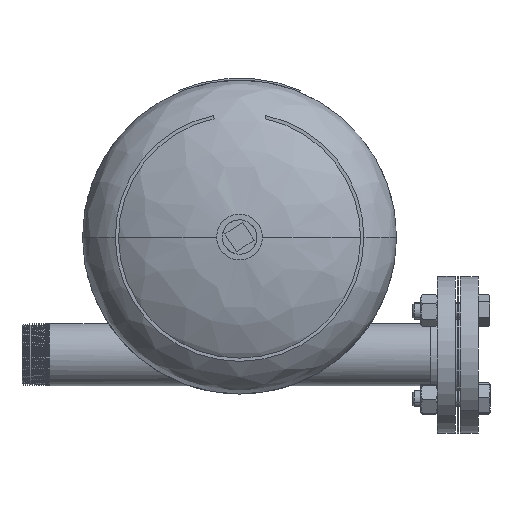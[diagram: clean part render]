
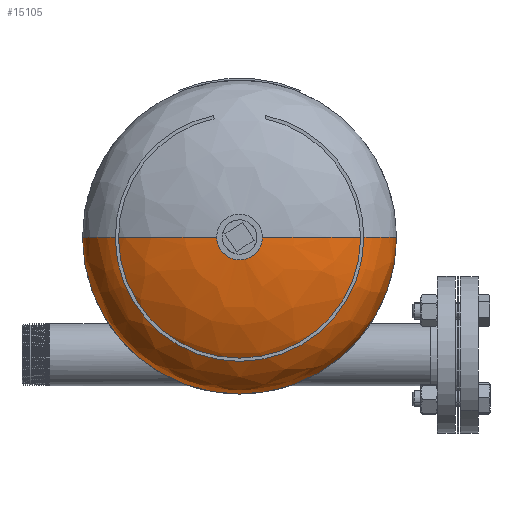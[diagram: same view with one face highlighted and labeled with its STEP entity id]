
A CAD part, front view. The second image highlights one B-rep face of the part: STEP entity #15105.
In plain terms, the highlighted free-form (B-spline) face has degree [3, 3] with [4, 4] control points.
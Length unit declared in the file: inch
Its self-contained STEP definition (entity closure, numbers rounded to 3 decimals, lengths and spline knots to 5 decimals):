
#214 = VERTEX_POINT ( 'NONE', #21273 ) ;
#294 = CARTESIAN_POINT ( 'NONE',  ( 6., 2.62614, 0. ) ) ;
#694 = ORIENTED_EDGE ( 'NONE', *, *, #8574, .F. ) ;
#854 = EDGE_CURVE ( 'NONE', #14961, #214, #2880, .T. ) ;
#1083 = CARTESIAN_POINT ( 'NONE',  ( 0., 4.03808, -0.75 ) ) ;
#1318 = DIRECTION ( 'NONE',  ( 0., 0., -1. ) ) ;
#1453 = ORIENTED_EDGE ( 'NONE', *, *, #11438, .T. ) ;
#1491 = CARTESIAN_POINT ( 'NONE',  ( -3.9, 3.83638, 0. ) ) ;
#1635 = CIRCLE ( 'NONE', #22099, 0.75 ) ;
#2154 = VERTEX_POINT ( 'NONE', #5828 ) ;
#2155 = CARTESIAN_POINT ( 'NONE',  ( -3.9, 3.83638, 0. ) ) ;
#2257 = CARTESIAN_POINT ( 'NONE',  ( 6., 2.62614, -12. ) ) ;
#2880 = CIRCLE ( 'NONE', #17396, 6. ) ;
#3536 = EDGE_LOOP ( 'NONE', ( #18937, #1453, #16683, #13089, #694, #21098 ) ) ;
#3767 = CARTESIAN_POINT ( 'NONE',  ( 0.75, 4.03808, 0. ) ) ;
#4008 = CARTESIAN_POINT ( 'NONE',  ( -0.75, 4.03808, 0. ) ) ;
#4115 = CARTESIAN_POINT ( 'NONE',  ( -0.75, 4.03808, -1.5 ) ) ;
#4350 = CARTESIAN_POINT ( 'NONE',  ( -3.9, 3.83638, -7.8 ) ) ;
#4372 =( BOUNDED_CURVE ( )  B_SPLINE_CURVE ( 3, ( #11464, #1491, #8607, #13981 ),
 .UNSPECIFIED., .F., .F. ) 
 B_SPLINE_CURVE_WITH_KNOTS ( ( 4, 4 ),
 ( 1.69612, 3.14159 ),
 .UNSPECIFIED. ) 
 CURVE ( )  GEOMETRIC_REPRESENTATION_ITEM ( )  RATIONAL_B_SPLINE_CURVE ( ( 1., 0.833, 0.833, 1. ) ) 
 REPRESENTATION_ITEM ( '' )  );
#5828 = CARTESIAN_POINT ( 'NONE',  ( 0.75, 4.03808, 0. ) ) ;
#6700 = EDGE_CURVE ( 'NONE', #2154, #21774, #12426, .T. ) ;
#7118 = VERTEX_POINT ( 'NONE', #1083 ) ;
#7294 = FACE_OUTER_BOUND ( 'NONE', #3536, .T. ) ;
#7406 = CARTESIAN_POINT ( 'NONE',  ( 6., 2.62614, 0. ) ) ;
#7631 = CARTESIAN_POINT ( 'NONE',  ( 0.75, 4.03808, 0. ) ) ;
#8230 = DIRECTION ( 'NONE',  ( 0., 0., -1. ) ) ;
#8574 = EDGE_CURVE ( 'NONE', #214, #21774, #22116, .T. ) ;
#8607 = CARTESIAN_POINT ( 'NONE',  ( -6., 2.62614, 0. ) ) ;
#9773 = EDGE_CURVE ( 'NONE', #22967, #14961, #4372, .T. ) ;
#10109 = DIRECTION ( 'NONE',  ( 0., -1., 0. ) ) ;
#11146 = CARTESIAN_POINT ( 'NONE',  ( 6., 1.0125, 0. ) ) ;
#11148 = CARTESIAN_POINT ( 'NONE',  ( -6., 1.0125, -12. ) ) ;
#11371 = CARTESIAN_POINT ( 'NONE',  ( 0.75, 4.03808, -1.5 ) ) ;
#11438 = EDGE_CURVE ( 'NONE', #22967, #7118, #17570, .T. ) ;
#11464 = CARTESIAN_POINT ( 'NONE',  ( -0.75, 4.03808, 0. ) ) ;
#11624 = CARTESIAN_POINT ( 'NONE',  ( 0., 1.0125, 0. ) ) ;
#12426 =( BOUNDED_CURVE ( )  B_SPLINE_CURVE ( 3, ( #3767, #21381, #7406, #11146 ),
 .UNSPECIFIED., .F., .F. ) 
 B_SPLINE_CURVE_WITH_KNOTS ( ( 4, 4 ),
 ( 1.69612, 3.14159 ),
 .UNSPECIFIED. ) 
 CURVE ( )  GEOMETRIC_REPRESENTATION_ITEM ( )  RATIONAL_B_SPLINE_CURVE ( ( 1., 0.833, 0.833, 1. ) ) 
 REPRESENTATION_ITEM ( '' )  );
#12433 = CARTESIAN_POINT ( 'NONE',  ( 0., 4.03808, 0. ) ) ;
#12769 = DIRECTION ( 'NONE',  ( 0., -1., 0. ) ) ;
#13089 = ORIENTED_EDGE ( 'NONE', *, *, #6700, .T. ) ;
#13160 = DIRECTION ( 'NONE',  ( 0., -1., 0. ) ) ;
#13570 = AXIS2_PLACEMENT_3D ( 'NONE', #11624, #10109, #8230 ) ;
#13692 = DIRECTION ( 'NONE',  ( 0., -1., 0. ) ) ;
#13902 =( BOUNDED_SURFACE ( )  B_SPLINE_SURFACE ( 3, 3, ( 
 ( #4008, #4115, #11371, #7631 ),
 ( #2155, #4350, #14850, #20336 ),
 ( #18465, #16596, #2257, #294 ),
 ( #14613, #11148, #14948, #14742 ) ),
 .UNSPECIFIED., .F., .F., .F. ) 
 B_SPLINE_SURFACE_WITH_KNOTS ( ( 4, 4 ),
 ( 4, 4 ),
 ( 0., 1. ),
 ( 0., 1. ),
 .UNSPECIFIED. ) 
 GEOMETRIC_REPRESENTATION_ITEM ( )  RATIONAL_B_SPLINE_SURFACE ( (
 ( 1., 0.333, 0.333, 1.),
 ( 0.833, 0.278, 0.278, 0.833),
 ( 0.833, 0.278, 0.278, 0.833),
 ( 1., 0.333, 0.333, 1.) ) ) 
 REPRESENTATION_ITEM ( '' )  SURFACE ( )  );
#13981 = CARTESIAN_POINT ( 'NONE',  ( -6., 1.0125, 0. ) ) ;
#14613 = CARTESIAN_POINT ( 'NONE',  ( -6., 1.0125, 0. ) ) ;
#14742 = CARTESIAN_POINT ( 'NONE',  ( 6., 1.0125, 0. ) ) ;
#14850 = CARTESIAN_POINT ( 'NONE',  ( 3.9, 3.83638, -7.8 ) ) ;
#14948 = CARTESIAN_POINT ( 'NONE',  ( 6., 1.0125, -12. ) ) ;
#14961 = VERTEX_POINT ( 'NONE', #20271 ) ;
#15105 = ADVANCED_FACE ( 'NONE', ( #7294 ), #13902, .F. ) ;
#15135 = CARTESIAN_POINT ( 'NONE',  ( 0., 4.03808, 0. ) ) ;
#16596 = CARTESIAN_POINT ( 'NONE',  ( -6., 2.62614, -12. ) ) ;
#16683 = ORIENTED_EDGE ( 'NONE', *, *, #22357, .T. ) ;
#16755 = DIRECTION ( 'NONE',  ( 0., 0., -1. ) ) ;
#17396 = AXIS2_PLACEMENT_3D ( 'NONE', #18817, #13692, #1318 ) ;
#17570 = CIRCLE ( 'NONE', #19812, 0.75 ) ;
#18465 = CARTESIAN_POINT ( 'NONE',  ( -6., 2.62614, 0. ) ) ;
#18817 = CARTESIAN_POINT ( 'NONE',  ( 0., 1.0125, 0. ) ) ;
#18937 = ORIENTED_EDGE ( 'NONE', *, *, #9773, .F. ) ;
#19812 = AXIS2_PLACEMENT_3D ( 'NONE', #12433, #12769, #21391 ) ;
#20271 = CARTESIAN_POINT ( 'NONE',  ( -6., 1.0125, 0. ) ) ;
#20336 = CARTESIAN_POINT ( 'NONE',  ( 3.9, 3.83638, 0. ) ) ;
#20574 = CARTESIAN_POINT ( 'NONE',  ( -0.75, 4.03808, 0. ) ) ;
#21098 = ORIENTED_EDGE ( 'NONE', *, *, #854, .F. ) ;
#21273 = CARTESIAN_POINT ( 'NONE',  ( 0., 1.0125, -6. ) ) ;
#21381 = CARTESIAN_POINT ( 'NONE',  ( 3.9, 3.83638, 0. ) ) ;
#21391 = DIRECTION ( 'NONE',  ( 0., 0., -1. ) ) ;
#21774 = VERTEX_POINT ( 'NONE', #22520 ) ;
#22099 = AXIS2_PLACEMENT_3D ( 'NONE', #15135, #13160, #16755 ) ;
#22116 = CIRCLE ( 'NONE', #13570, 6. ) ;
#22357 = EDGE_CURVE ( 'NONE', #7118, #2154, #1635, .T. ) ;
#22520 = CARTESIAN_POINT ( 'NONE',  ( 6., 1.0125, 0. ) ) ;
#22967 = VERTEX_POINT ( 'NONE', #20574 ) ;
